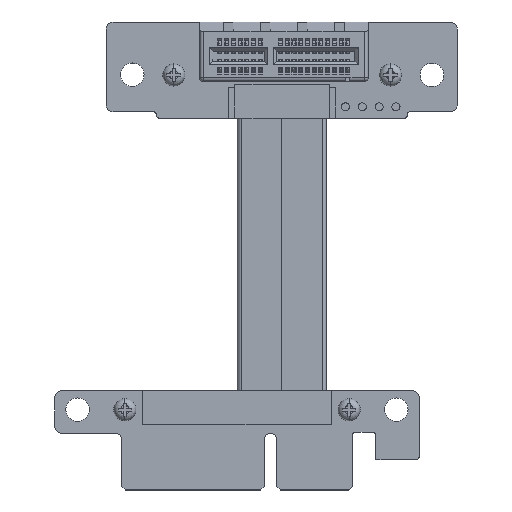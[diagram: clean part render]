
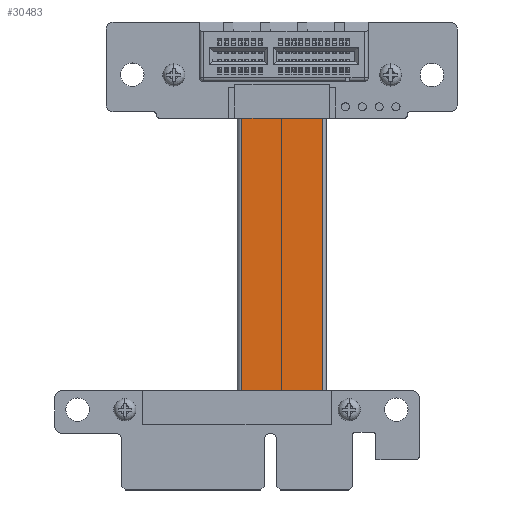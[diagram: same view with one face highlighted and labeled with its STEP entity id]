
A CAD part, top view. The second image highlights one B-rep face of the part: STEP entity #30483.
In plain terms, the highlighted face is planar.
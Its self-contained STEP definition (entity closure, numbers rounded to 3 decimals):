
#30446 = VERTEX_POINT('',#30447);
#30447 = CARTESIAN_POINT('',(12.065,-1.4,-43.));
#30465 = VERTEX_POINT('',#30466);
#30466 = CARTESIAN_POINT('',(12.065,-1.4,0.));
#30473 = EDGE_CURVE('',#30446,#30465,#30474,.T.);
#30474 = LINE('',#30475,#30476);
#30475 = CARTESIAN_POINT('',(12.065,-1.4,-43.));
#30476 = VECTOR('',#30477,1.);
#30477 = DIRECTION('',(0.,0.,1.));
#30483 = ADVANCED_FACE('',(#30484),#30509,.T.);
#30484 = FACE_BOUND('',#30485,.T.);
#30485 = EDGE_LOOP('',(#30486,#30494,#30502,#30508));
#30486 = ORIENTED_EDGE('',*,*,#30487,.F.);
#30487 = EDGE_CURVE('',#30488,#30465,#30490,.T.);
#30488 = VERTEX_POINT('',#30489);
#30489 = CARTESIAN_POINT('',(0.,-1.4,
    0.));
#30490 = LINE('',#30491,#30492);
#30491 = CARTESIAN_POINT('',(6.032,-1.4,0.));
#30492 = VECTOR('',#30493,1.);
#30493 = DIRECTION('',(1.,0.,0.));
#30494 = ORIENTED_EDGE('',*,*,#30495,.F.);
#30495 = EDGE_CURVE('',#30496,#30488,#30498,.T.);
#30496 = VERTEX_POINT('',#30497);
#30497 = CARTESIAN_POINT('',(0.,-1.4,-43.)
  );
#30498 = LINE('',#30499,#30500);
#30499 = CARTESIAN_POINT('',(0.,-1.4,-43.)
  );
#30500 = VECTOR('',#30501,1.);
#30501 = DIRECTION('',(0.,0.,1.));
#30502 = ORIENTED_EDGE('',*,*,#30503,.T.);
#30503 = EDGE_CURVE('',#30496,#30446,#30504,.T.);
#30504 = LINE('',#30505,#30506);
#30505 = CARTESIAN_POINT('',(12.065,-1.4,-43.));
#30506 = VECTOR('',#30507,1.);
#30507 = DIRECTION('',(1.,0.,0.));
#30508 = ORIENTED_EDGE('',*,*,#30473,.T.);
#30509 = PLANE('',#30510);
#30510 = AXIS2_PLACEMENT_3D('',#30511,#30512,#30513);
#30511 = CARTESIAN_POINT('',(6.032,-1.4,-43.));
#30512 = DIRECTION('',(0.,-1.,0.));
#30513 = DIRECTION('',(0.,0.,-1.));
